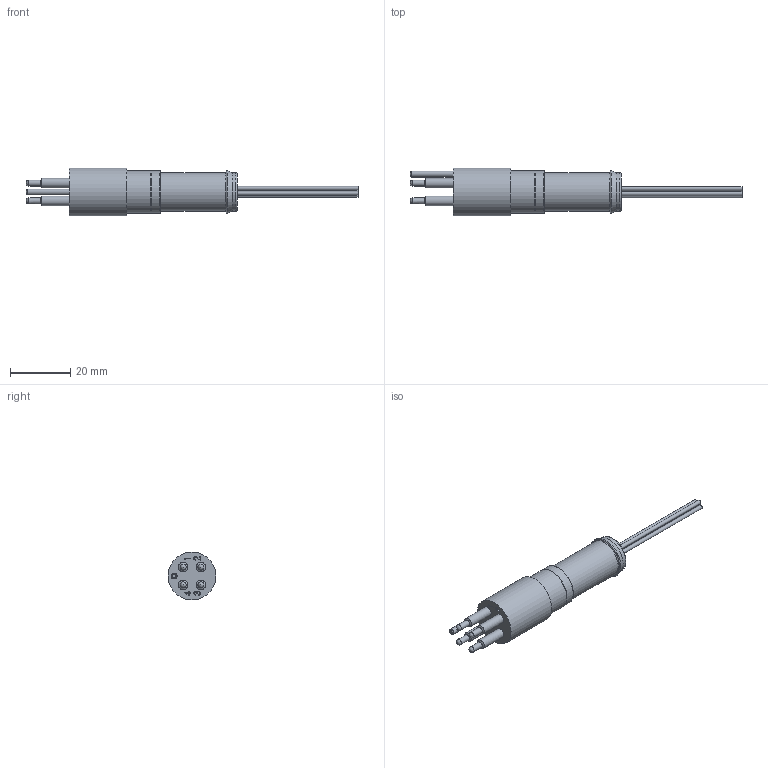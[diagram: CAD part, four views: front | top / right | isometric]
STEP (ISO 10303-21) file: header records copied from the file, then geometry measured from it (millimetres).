
FILE_DESCRIPTION(/* description */ (''),/* implementation_level */ '2;1');
FILE_NAME(/* name */ 'MCPBOF4M-G2.stp',/* time_stamp */ '2022-03-04T10:48:54+01:00',/* author */ ('sh'),/* organization */ (''),/* preprocessor_version */ 'ST-DEVELOPER v17.2',/* originating_system */ 'Autodesk Inventor 2019',/* authorisation */ '');
FILE_SCHEMA (('AUTOMOTIVE_DESIGN { 1 0 10303 214 3 1 1 }'));
Length unit declared in the file: millimetre
Products named in the file (1): 01008871
Bounding box: 109.86 x 15.88 x 15.88 mm (x, y, z)
Volume: 9337.2 mm3; surface area: 4106.3 mm2
Topology: 1 solids, 1 shells, 102 faces, 271 edges, 189 vertices
Faces by surface type: plane 48, bspline 24, cylinder 18, cone 6, torus 6
Full cylindrical faces by diameter (mm): 1.321 x4, 1.981 x1, 1.986 x4, 3.175 x4, 12.7 x2, 13.97 x2, 15.875 x1
Entity records: 4438 total; most frequent: CARTESIAN_POINT 1695, ORIENTED_EDGE 542, DIRECTION 492, EDGE_CURVE 271, VERTEX_POINT 189, AXIS2_PLACEMENT_3D 182, LINE 128, VECTOR 128
